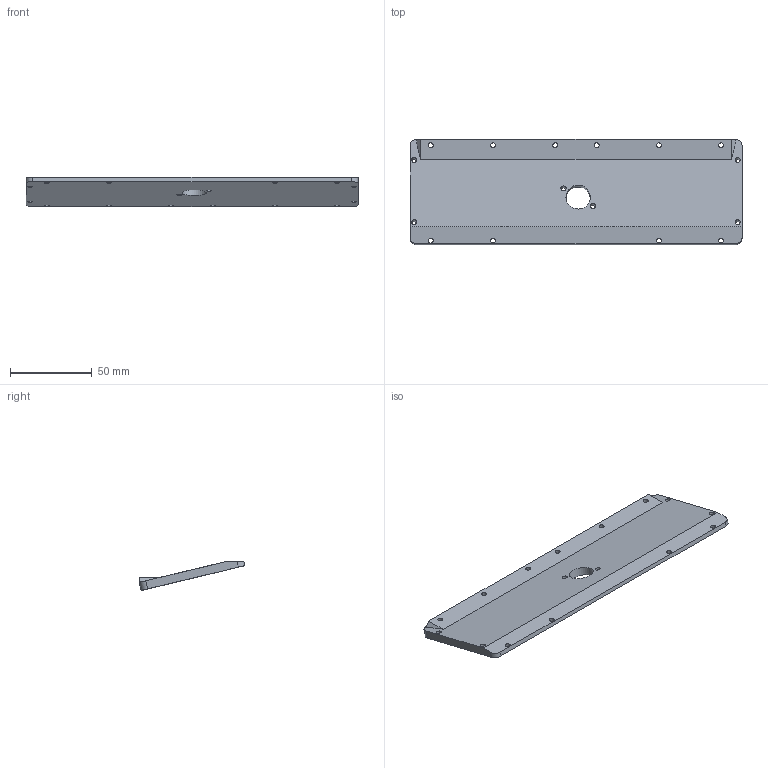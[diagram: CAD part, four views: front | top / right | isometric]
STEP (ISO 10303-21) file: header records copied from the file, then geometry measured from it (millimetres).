
FILE_DESCRIPTION(/* description */ (''),/* implementation_level */ '2;1');
FILE_NAME(/* name */ 'top_plate.step',/* time_stamp */ '2025-12-05T03:51:13-05:00',/* author */ (''),/* organization */ (''),/* preprocessor_version */ 'ST-DEVELOPER v20.1',/* originating_system */ 'Autodesk Translation Framework v14.21.0.0',/* authorisation */ '');
FILE_SCHEMA (('AUTOMOTIVE_DESIGN { 1 0 10303 214 3 1 1 }'));
Length unit declared in the file: inch
Products named in the file (1): undercutter
Bounding box: 203.28 x 64.69 x 17.78 mm (x, y, z)
Volume: 66793.7 mm3; surface area: 29756.7 mm2
Topology: 1 solids, 1 shells, 34 faces, 92 edges, 60 vertices
Faces by surface type: cylinder 13, plane 13, bspline 8
Full cylindrical faces by diameter (mm): 3 x10, 3.2 x2, 15 x1
Entity records: 1325 total; most frequent: CARTESIAN_POINT 275, DIRECTION 188, ORIENTED_EDGE 184, EDGE_CURVE 92, AXIS2_PLACEMENT_3D 69, EDGE_LOOP 68, VERTEX_POINT 60, LINE 50
